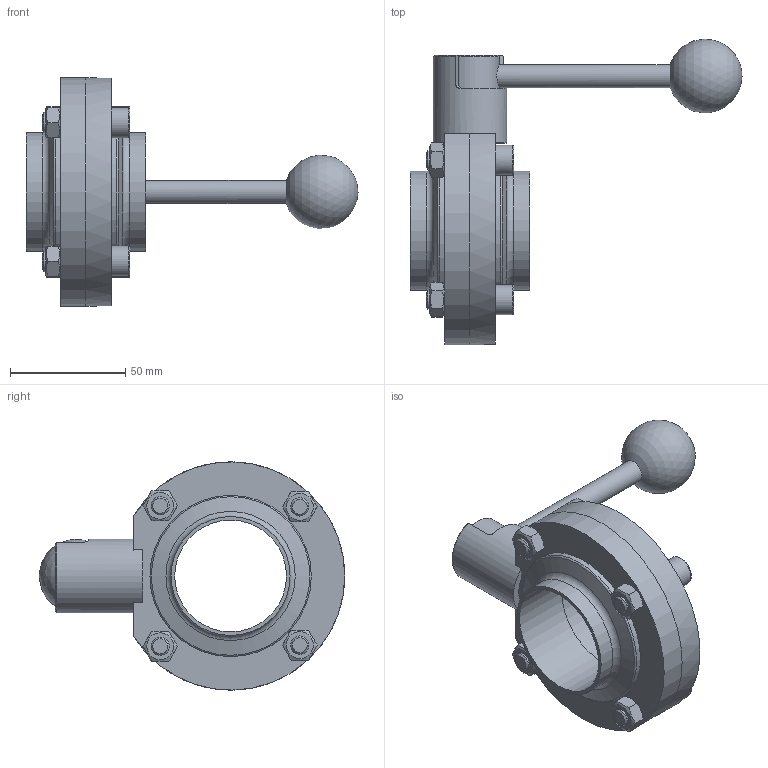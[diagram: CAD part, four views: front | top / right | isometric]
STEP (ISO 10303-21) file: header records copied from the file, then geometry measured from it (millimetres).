
FILE_DESCRIPTION( ( 'STEP AP203' ), ' ' );
FILE_NAME( '9612628151.stp', '2017-01-13T08:49:47', ( '' ), ( '' ), ' ', 'PARTsolutions', ' ' );
FILE_SCHEMA( ( 'CONFIG_CONTROL_DESIGN' ) );
Length unit declared in the file: millimetre
Products named in the file (6): 9612628151; _LKB Butterfly (1,H20,002,0)_r; _9611411380 Handle cap 2 pos H20; _9612045001 Indication handle H20; _LKB/LKB-2 valve body pin H20; _LKB Butterfly (1,H20,085,0)_l
Assembly tree (5 placements, depth 2):
  9612628151
    _LKB Butterfly (1,H20,002,0)_r
    _9611411380 Handle cap 2 pos H20
    _9612045001 Indication handle H20
    _LKB/LKB-2 valve body pin H20
    _LKB Butterfly (1,H20,085,0)_l
Bounding box: 144 x 132.49 x 98.98 mm (x, y, z)
Volume: 201777.3 mm3; surface area: 65202.6 mm2
Topology: 5 solids, 5 shells, 168 faces, 390 edges, 255 vertices
Faces by surface type: plane 105, cylinder 37, cone 17, torus 8, sphere 1
Full cylindrical faces by diameter (mm): 8 x8, 9 x8, 10 x1, 12 x1, 13 x4, 25.4 x1, 25.5 x1, 32 x1, 48.5 x2, 51.6 x2, 70 x2
Entity records: 5013 total; most frequent: CARTESIAN_POINT 1337, DIRECTION 712, ORIENTED_EDGE 622, EDGE_CURVE 311, AXIS2_PLACEMENT_3D 280, EDGE_LOOP 261, VERTEX_POINT 233, FACE_OUTER_BOUND 207
